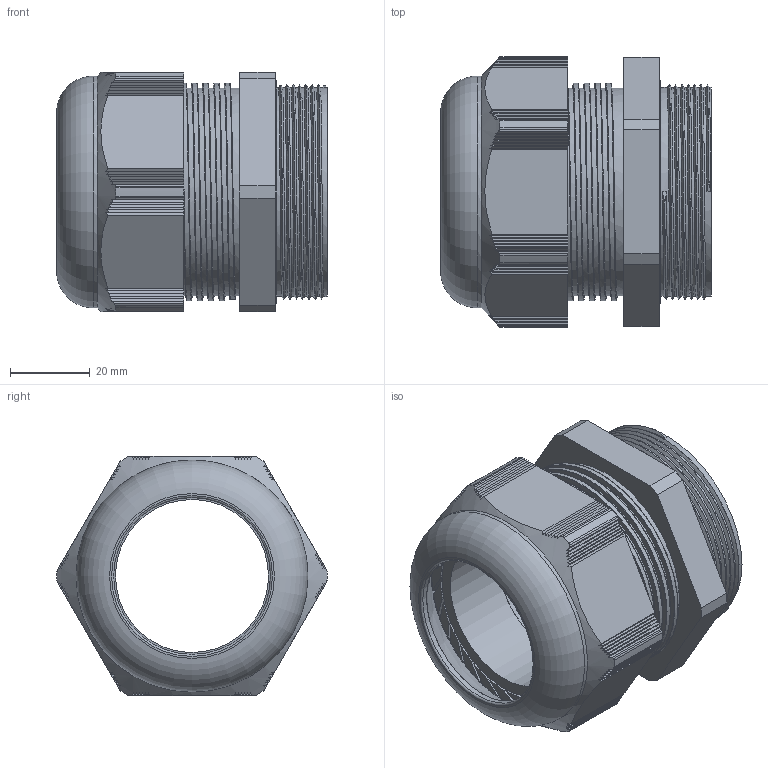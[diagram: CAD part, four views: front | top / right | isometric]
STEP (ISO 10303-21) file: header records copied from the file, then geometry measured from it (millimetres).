
FILE_DESCRIPTION(/* description */ ('Euro-Top PG42, KB: 30-38 mm'),/* implementation_level */ '2;1');
FILE_NAME(/* name */ '11080442-RST.stp',/* time_stamp */ '2019-11-27T10:31:00+01:00',/* author */ ('sl'),/* organization */ (''),/* preprocessor_version */ 'ST-DEVELOPER v16.5',/* originating_system */ 'Autodesk Inventor 2017',/* authorisation */ '');
FILE_SCHEMA (('AUTOMOTIVE_DESIGN { 1 0 10303 214 3 1 1 }'));
Length unit declared in the file: millimetre
Products named in the file (4): 11080442; 11080442_1; 11080442_2; 11080442_3
Assembly tree (3 placements, depth 2):
  11080442
    11080442_1
    11080442_2
    11080442_3
Bounding box: 67.89 x 67.87 x 60 mm (x, y, z)
Volume: 74275.3 mm3; surface area: 51311.2 mm2
Topology: 3 solids, 3 shells, 429 faces, 1231 edges, 813 vertices
Faces by surface type: plane 287, cylinder 86, torus 30, bspline 22, cone 4
Full cylindrical faces by diameter (mm): 38.4 x1, 38.93 x1, 39.38 x1, 44.32 x1, 44.8 x1, 46.44 x1, 51.73 x1, 52.13 x6, 52.48 x7, 53.12 x7, 55.62 x7, 58.23 x1
Entity records: 19558 total; most frequent: CARTESIAN_POINT 9115, ORIENTED_EDGE 2250, DIRECTION 2085, EDGE_CURVE 1125, VERTEX_POINT 756, AXIS2_PLACEMENT_3D 726, LINE 633, VECTOR 633
